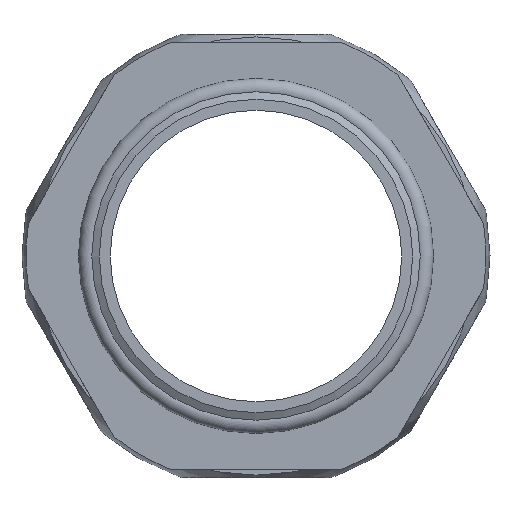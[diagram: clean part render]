
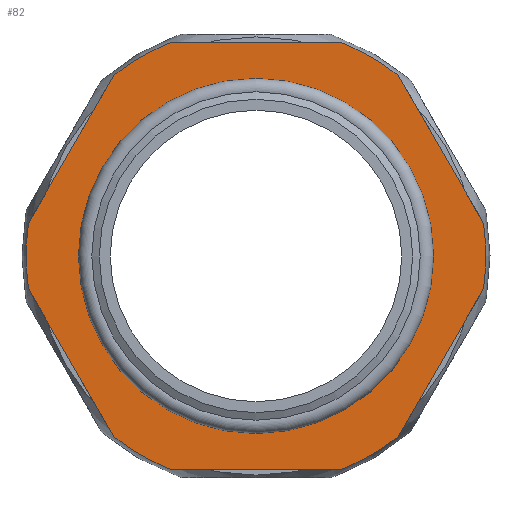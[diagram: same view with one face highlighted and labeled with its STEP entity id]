
A CAD part, left-side view. The second image highlights one B-rep face of the part: STEP entity #82.
In plain terms, the highlighted planar face has unit normal (-1, 0, 0).
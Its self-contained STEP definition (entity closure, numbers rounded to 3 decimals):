
#82 = ADVANCED_FACE( '', ( #127, #128 ), #129, .T. );
#127 = FACE_BOUND( '', #221, .T. );
#128 = FACE_OUTER_BOUND( '', #222, .T. );
#129 = PLANE( '', #223 );
#221 = EDGE_LOOP( '', ( #352 ) );
#222 = EDGE_LOOP( '', ( #353, #354, #355, #356, #357, #358, #359, #360, #361, #362, #363, #364 ) );
#223 = AXIS2_PLACEMENT_3D( '', #365, #366, #367 );
#352 = ORIENTED_EDGE( '', *, *, #549, .F. );
#353 = ORIENTED_EDGE( '', *, *, #550, .F. );
#354 = ORIENTED_EDGE( '', *, *, #542, .F. );
#355 = ORIENTED_EDGE( '', *, *, #551, .F. );
#356 = ORIENTED_EDGE( '', *, *, #539, .F. );
#357 = ORIENTED_EDGE( '', *, *, #552, .F. );
#358 = ORIENTED_EDGE( '', *, *, #545, .F. );
#359 = ORIENTED_EDGE( '', *, *, #553, .F. );
#360 = ORIENTED_EDGE( '', *, *, #554, .F. );
#361 = ORIENTED_EDGE( '', *, *, #555, .F. );
#362 = ORIENTED_EDGE( '', *, *, #523, .F. );
#363 = ORIENTED_EDGE( '', *, *, #556, .F. );
#364 = ORIENTED_EDGE( '', *, *, #557, .F. );
#365 = CARTESIAN_POINT( '', ( -2.6, 28., 0. ) );
#366 = DIRECTION( '', ( -1., 0., 0. ) );
#367 = DIRECTION( '', ( 0., 0., 1. ) );
#523 = EDGE_CURVE( '', #583, #585, #586, .T. );
#539 = EDGE_CURVE( '', #613, #615, #616, .T. );
#542 = EDGE_CURVE( '', #618, #620, #621, .T. );
#545 = EDGE_CURVE( '', #623, #625, #626, .T. );
#549 = EDGE_CURVE( '', #632, #632, #633, .T. );
#550 = EDGE_CURVE( '', #620, #634, #635, .T. );
#551 = EDGE_CURVE( '', #615, #618, #636, .T. );
#552 = EDGE_CURVE( '', #625, #613, #637, .T. );
#553 = EDGE_CURVE( '', #638, #623, #639, .T. );
#554 = EDGE_CURVE( '', #640, #638, #641, .T. );
#555 = EDGE_CURVE( '', #585, #640, #642, .T. );
#556 = EDGE_CURVE( '', #643, #583, #644, .T. );
#557 = EDGE_CURVE( '', #634, #643, #645, .T. );
#583 = VERTEX_POINT( '', #772 );
#585 = VERTEX_POINT( '', #775 );
#586 = LINE( '', #776, #777 );
#613 = VERTEX_POINT( '', #835 );
#615 = VERTEX_POINT( '', #838 );
#616 = LINE( '', #839, #840 );
#618 = VERTEX_POINT( '', #843 );
#620 = VERTEX_POINT( '', #846 );
#621 = LINE( '', #847, #848 );
#623 = VERTEX_POINT( '', #851 );
#625 = VERTEX_POINT( '', #854 );
#626 = LINE( '', #855, #856 );
#632 = VERTEX_POINT( '', #863 );
#633 = CIRCLE( '', #864, 21.058 );
#634 = VERTEX_POINT( '', #865 );
#635 = CIRCLE( '', #866, 28. );
#636 = CIRCLE( '', #867, 28. );
#637 = CIRCLE( '', #868, 28. );
#638 = VERTEX_POINT( '', #869 );
#639 = CIRCLE( '', #870, 28. );
#640 = VERTEX_POINT( '', #871 );
#641 = LINE( '', #872, #873 );
#642 = CIRCLE( '', #874, 28. );
#643 = VERTEX_POINT( '', #875 );
#644 = CIRCLE( '', #876, 28. );
#645 = LINE( '', #877, #878 );
#772 = CARTESIAN_POINT( '', ( -2.6, 10.392, 26. ) );
#775 = CARTESIAN_POINT( '', ( -2.6, -10.392, 26. ) );
#776 = CARTESIAN_POINT( '', ( -2.6, 28., 26. ) );
#777 = VECTOR( '', #1355, 1000. );
#835 = CARTESIAN_POINT( '', ( -2.6, -10.392, -26. ) );
#838 = CARTESIAN_POINT( '', ( -2.6, 10.392, -26. ) );
#839 = CARTESIAN_POINT( '', ( -2.6, 28., -26. ) );
#840 = VECTOR( '', #1379, 1000. );
#843 = CARTESIAN_POINT( '', ( -2.6, 17.321, -22. ) );
#846 = CARTESIAN_POINT( '', ( -2.6, 27.713, -4. ) );
#847 = CARTESIAN_POINT( '', ( -2.6, 29.517, -0.876 ) );
#848 = VECTOR( '', #1382, 1000. );
#851 = CARTESIAN_POINT( '', ( -2.6, -27.713, -4. ) );
#854 = CARTESIAN_POINT( '', ( -2.6, -17.321, -22. ) );
#855 = CARTESIAN_POINT( '', ( -2.6, -15.517, -25.124 ) );
#856 = VECTOR( '', #1385, 1000. );
#863 = CARTESIAN_POINT( '', ( -2.6, 0., 21.058 ) );
#864 = AXIS2_PLACEMENT_3D( '', #1393, #1394, #1395 );
#865 = CARTESIAN_POINT( '', ( -2.6, 27.713, 4. ) );
#866 = AXIS2_PLACEMENT_3D( '', #1396, #1397, #1398 );
#867 = AXIS2_PLACEMENT_3D( '', #1399, #1400, #1401 );
#868 = AXIS2_PLACEMENT_3D( '', #1402, #1403, #1404 );
#869 = CARTESIAN_POINT( '', ( -2.6, -27.713, 4. ) );
#870 = AXIS2_PLACEMENT_3D( '', #1405, #1406, #1407 );
#871 = CARTESIAN_POINT( '', ( -2.6, -17.321, 22. ) );
#872 = CARTESIAN_POINT( '', ( -2.6, -15.517, 25.124 ) );
#873 = VECTOR( '', #1408, 1000. );
#874 = AXIS2_PLACEMENT_3D( '', #1409, #1410, #1411 );
#875 = CARTESIAN_POINT( '', ( -2.6, 17.321, 22. ) );
#876 = AXIS2_PLACEMENT_3D( '', #1412, #1413, #1414 );
#877 = CARTESIAN_POINT( '', ( -2.6, 29.517, 0.876 ) );
#878 = VECTOR( '', #1415, 1000. );
#1355 = DIRECTION( '', ( 0., -1., 0. ) );
#1379 = DIRECTION( '', ( 0., 1., 0. ) );
#1382 = DIRECTION( '', ( 0., 0.5, 0.866 ) );
#1385 = DIRECTION( '', ( 0., 0.5, -0.866 ) );
#1393 = CARTESIAN_POINT( '', ( -2.6, 0., 0. ) );
#1394 = DIRECTION( '', ( -1., 0., 0. ) );
#1395 = DIRECTION( '', ( 0., 0., 1. ) );
#1396 = CARTESIAN_POINT( '', ( -2.6, 0., 0. ) );
#1397 = DIRECTION( '', ( 1., 0., 0. ) );
#1398 = DIRECTION( '', ( 0., 0., -1. ) );
#1399 = CARTESIAN_POINT( '', ( -2.6, 0., 0. ) );
#1400 = DIRECTION( '', ( 1., 0., 0. ) );
#1401 = DIRECTION( '', ( 0., 0., -1. ) );
#1402 = CARTESIAN_POINT( '', ( -2.6, 0., 0. ) );
#1403 = DIRECTION( '', ( 1., 0., 0. ) );
#1404 = DIRECTION( '', ( 0., 0., -1. ) );
#1405 = CARTESIAN_POINT( '', ( -2.6, 0., 0. ) );
#1406 = DIRECTION( '', ( 1., 0., 0. ) );
#1407 = DIRECTION( '', ( 0., 0., -1. ) );
#1408 = DIRECTION( '', ( 0., -0.5, -0.866 ) );
#1409 = CARTESIAN_POINT( '', ( -2.6, 0., 0. ) );
#1410 = DIRECTION( '', ( 1., 0., 0. ) );
#1411 = DIRECTION( '', ( 0., 0., -1. ) );
#1412 = CARTESIAN_POINT( '', ( -2.6, 0., 0. ) );
#1413 = DIRECTION( '', ( 1., 0., 0. ) );
#1414 = DIRECTION( '', ( 0., 0., -1. ) );
#1415 = DIRECTION( '', ( 0., -0.5, 0.866 ) );
